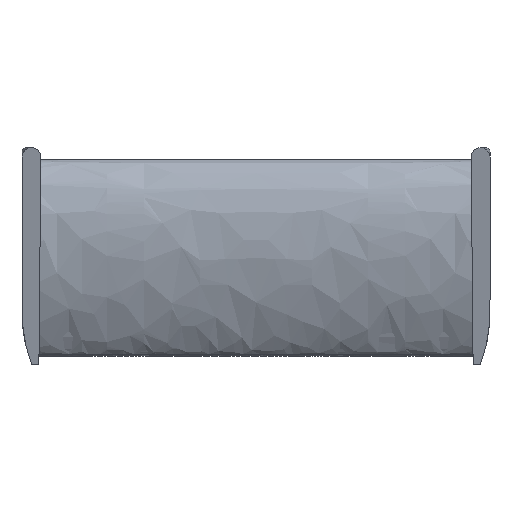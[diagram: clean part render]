
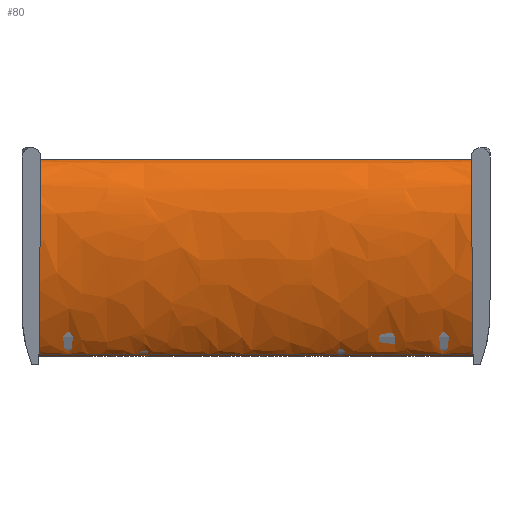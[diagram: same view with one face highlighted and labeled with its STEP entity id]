
A CAD part, front view. The second image highlights one B-rep face of the part: STEP entity #80.
In plain terms, the highlighted free-form (B-spline) face has degree [3, 1] with [17, 2] control points.
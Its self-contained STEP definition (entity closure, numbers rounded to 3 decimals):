
#14 = CARTESIAN_POINT ( 'NONE',  ( 455.2, 235.194, -310.483 ) ) ;
#16 = CARTESIAN_POINT ( 'NONE',  ( 455.2, 245.548, -316.717 ) ) ;
#49 = CARTESIAN_POINT ( 'NONE',  ( 455.2, 209.821, 83.489 ) ) ;
#75 = CARTESIAN_POINT ( 'NONE',  ( -455.2, 209.821, 83.489 ) ) ;
#80 = ADVANCED_FACE ( 'NONE', ( #1241 ), #121, .F. ) ;
#90 = B_SPLINE_CURVE_WITH_KNOTS ( 'NONE', 3,
 ( #1038, #1329, #1323, #1040, #1314, #1315, #1316, #1332, #1334, #1041, #1044, #1045, #1047, #1049, #1050, #1053, #1054 ),
 .UNSPECIFIED., .F., .F.,
 ( 4, 1, 1, 1, 1, 1, 1, 1, 1, 1, 1, 1, 1, 1, 4 ),
 ( 0., 0.001, 0.006, 0.009, 0.029, 0.035, 0.058, 0.064, 0.092, 0.099, 0.129, 0.143, 0.224, 0.241, 0.283 ),
 .UNSPECIFIED. ) ;
#121 = B_SPLINE_SURFACE_WITH_KNOTS ( 'NONE', 3, 1, ( 
 ( #611, #472 ),
 ( #613, #616 ),
 ( #617, #618 ),
 ( #619, #624 ),
 ( #625, #627 ),
 ( #629, #631 ),
 ( #633, #634 ),
 ( #637, #638 ),
 ( #640, #642 ),
 ( #644, #645 ),
 ( #647, #650 ),
 ( #651, #653 ),
 ( #654, #656 ),
 ( #657, #658 ),
 ( #659, #661 ),
 ( #662, #663 ),
 ( #664, #665 ) ),
 .UNSPECIFIED., .F., .F., .F.,
 ( 4, 1, 1, 1, 1, 1, 1, 1, 1, 1, 1, 1, 1, 1, 4 ),
 ( 2, 2 ),
 ( 0.717, 0.759, 0.776, 0.857, 0.871, 0.901, 0.908, 0.936, 0.942, 0.965, 0.971, 0.991, 0.994, 0.999, 1. ),
 ( 0., 1. ),
 .UNSPECIFIED. ) ;
#150 = CARTESIAN_POINT ( 'NONE',  ( 455.2, 156.762, 23.406 ) ) ;
#169 = CARTESIAN_POINT ( 'NONE',  ( -455.2, 239.349, -311.594 ) ) ;
#171 = CARTESIAN_POINT ( 'NONE',  ( 455.2, 209.821, 83.489 ) ) ;
#172 = CARTESIAN_POINT ( 'NONE',  ( 455.2, 171.765, 56.374 ) ) ;
#174 = CARTESIAN_POINT ( 'NONE',  ( 455.2, 205.152, 83.095 ) ) ;
#175 = CARTESIAN_POINT ( 'NONE',  ( 455.2, 227.489, -302.989 ) ) ;
#209 = CARTESIAN_POINT ( 'NONE',  ( 455.2, 150.435, -33.918 ) ) ;
#210 = CARTESIAN_POINT ( 'NONE',  ( 455.2, 195.871, 79.131 ) ) ;
#220 = CARTESIAN_POINT ( 'NONE',  ( 455.2, 182.855, -213.1 ) ) ;
#222 = CARTESIAN_POINT ( 'NONE',  ( 455.2, 240.183, -312.311 ) ) ;
#241 = CARTESIAN_POINT ( 'NONE',  ( 455.2, 197.929, -252.921 ) ) ;
#244 = CARTESIAN_POINT ( 'NONE',  ( 455.2, 239.349, -311.594 ) ) ;
#254 = CARTESIAN_POINT ( 'NONE',  ( 455.2, 239.433, -311.667 ) ) ;
#257 = CARTESIAN_POINT ( 'NONE',  ( 455.2, 172.416, -182.023 ) ) ;
#259 = CARTESIAN_POINT ( 'NONE',  ( 455.2, 162.577, -149.242 ) ) ;
#260 = CARTESIAN_POINT ( 'NONE',  ( 455.2, 150.155, -76.66 ) ) ;
#472 = CARTESIAN_POINT ( 'NONE',  ( -455.2, 209.821, 83.489 ) ) ;
#611 = CARTESIAN_POINT ( 'NONE',  ( 455.2, 209.821, 83.489 ) ) ;
#613 = CARTESIAN_POINT ( 'NONE',  ( 455.2, 205.152, 83.095 ) ) ;
#616 = CARTESIAN_POINT ( 'NONE',  ( -455.2, 205.152, 83.095 ) ) ;
#617 = CARTESIAN_POINT ( 'NONE',  ( 455.2, 195.871, 79.131 ) ) ;
#618 = CARTESIAN_POINT ( 'NONE',  ( -455.2, 195.871, 79.131 ) ) ;
#619 = CARTESIAN_POINT ( 'NONE',  ( 455.2, 171.765, 56.374 ) ) ;
#624 = CARTESIAN_POINT ( 'NONE',  ( -455.2, 171.765, 56.374 ) ) ;
#625 = CARTESIAN_POINT ( 'NONE',  ( 455.2, 156.762, 23.406 ) ) ;
#627 = CARTESIAN_POINT ( 'NONE',  ( -455.2, 156.762, 23.406 ) ) ;
#629 = CARTESIAN_POINT ( 'NONE',  ( 455.2, 150.435, -33.918 ) ) ;
#631 = CARTESIAN_POINT ( 'NONE',  ( -455.2, 150.435, -33.918 ) ) ;
#633 = CARTESIAN_POINT ( 'NONE',  ( 455.2, 150.155, -76.66 ) ) ;
#634 = CARTESIAN_POINT ( 'NONE',  ( -455.2, 150.155, -76.66 ) ) ;
#637 = CARTESIAN_POINT ( 'NONE',  ( 455.2, 162.577, -149.242 ) ) ;
#638 = CARTESIAN_POINT ( 'NONE',  ( -455.2, 162.577, -149.242 ) ) ;
#640 = CARTESIAN_POINT ( 'NONE',  ( 455.2, 172.416, -182.023 ) ) ;
#642 = CARTESIAN_POINT ( 'NONE',  ( -455.2, 172.416, -182.023 ) ) ;
#644 = CARTESIAN_POINT ( 'NONE',  ( 455.2, 182.855, -213.1 ) ) ;
#645 = CARTESIAN_POINT ( 'NONE',  ( -455.2, 182.855, -213.1 ) ) ;
#647 = CARTESIAN_POINT ( 'NONE',  ( 455.2, 197.929, -252.921 ) ) ;
#650 = CARTESIAN_POINT ( 'NONE',  ( -455.2, 197.929, -252.921 ) ) ;
#651 = CARTESIAN_POINT ( 'NONE',  ( 455.2, 227.489, -302.989 ) ) ;
#653 = CARTESIAN_POINT ( 'NONE',  ( -455.2, 227.489, -302.989 ) ) ;
#654 = CARTESIAN_POINT ( 'NONE',  ( 455.2, 235.194, -310.483 ) ) ;
#656 = CARTESIAN_POINT ( 'NONE',  ( -455.2, 235.194, -310.483 ) ) ;
#657 = CARTESIAN_POINT ( 'NONE',  ( 455.2, 245.548, -316.717 ) ) ;
#658 = CARTESIAN_POINT ( 'NONE',  ( -455.2, 245.548, -316.717 ) ) ;
#659 = CARTESIAN_POINT ( 'NONE',  ( 455.2, 240.183, -312.311 ) ) ;
#661 = CARTESIAN_POINT ( 'NONE',  ( -455.2, 240.183, -312.311 ) ) ;
#662 = CARTESIAN_POINT ( 'NONE',  ( 455.2, 239.433, -311.667 ) ) ;
#663 = CARTESIAN_POINT ( 'NONE',  ( -455.2, 239.433, -311.667 ) ) ;
#664 = CARTESIAN_POINT ( 'NONE',  ( 455.2, 239.349, -311.594 ) ) ;
#665 = CARTESIAN_POINT ( 'NONE',  ( -455.2, 239.349, -311.594 ) ) ;
#769 = CARTESIAN_POINT ( 'NONE',  ( 864.896, 209.821, 83.489 ) ) ;
#814 = EDGE_CURVE ( 'NONE', #1472, #1345, #1214, .T. ) ;
#822 = EDGE_CURVE ( 'NONE', #986, #1345, #90, .T. ) ;
#859 = EDGE_CURVE ( 'NONE', #929, #986, #917, .T. ) ;
#898 = CARTESIAN_POINT ( 'NONE',  ( 455.2, 239.349, -311.594 ) ) ;
#917 = LINE ( 'NONE', #1235, #1197 ) ;
#929 = VERTEX_POINT ( 'NONE', #898 ) ;
#986 = VERTEX_POINT ( 'NONE', #169 ) ;
#988 = B_SPLINE_CURVE_WITH_KNOTS ( 'NONE', 3,
 ( #244, #254, #222, #16, #14, #175, #241, #220, #257, #259, #260, #209, #150, #172, #210, #174, #171 ),
 .UNSPECIFIED., .F., .F.,
 ( 4, 1, 1, 1, 1, 1, 1, 1, 1, 1, 1, 1, 1, 1, 4 ),
 ( 0., 0.001, 0.006, 0.009, 0.029, 0.035, 0.058, 0.064, 0.092, 0.099, 0.129, 0.143, 0.224, 0.241, 0.283 ),
 .UNSPECIFIED. ) ;
#1038 = CARTESIAN_POINT ( 'NONE',  ( -455.2, 239.349, -311.594 ) ) ;
#1040 = CARTESIAN_POINT ( 'NONE',  ( -455.2, 245.548, -316.717 ) ) ;
#1041 = CARTESIAN_POINT ( 'NONE',  ( -455.2, 162.577, -149.242 ) ) ;
#1044 = CARTESIAN_POINT ( 'NONE',  ( -455.2, 150.155, -76.66 ) ) ;
#1045 = CARTESIAN_POINT ( 'NONE',  ( -455.2, 150.435, -33.918 ) ) ;
#1047 = CARTESIAN_POINT ( 'NONE',  ( -455.2, 156.762, 23.406 ) ) ;
#1049 = CARTESIAN_POINT ( 'NONE',  ( -455.2, 171.765, 56.374 ) ) ;
#1050 = CARTESIAN_POINT ( 'NONE',  ( -455.2, 195.871, 79.131 ) ) ;
#1053 = CARTESIAN_POINT ( 'NONE',  ( -455.2, 205.152, 83.095 ) ) ;
#1054 = CARTESIAN_POINT ( 'NONE',  ( -455.2, 209.821, 83.489 ) ) ;
#1085 = EDGE_CURVE ( 'NONE', #929, #1472, #988, .T. ) ;
#1111 = ORIENTED_EDGE ( 'NONE', *, *, #1085, .T. ) ;
#1135 = ORIENTED_EDGE ( 'NONE', *, *, #859, .F. ) ;
#1145 = ORIENTED_EDGE ( 'NONE', *, *, #814, .T. ) ;
#1147 = ORIENTED_EDGE ( 'NONE', *, *, #822, .F. ) ;
#1197 = VECTOR ( 'NONE', #1240, 1000. ) ;
#1214 = LINE ( 'NONE', #769, #1222 ) ;
#1222 = VECTOR ( 'NONE', #1325, 1000. ) ;
#1235 = CARTESIAN_POINT ( 'NONE',  ( 864.896, 239.349, -311.594 ) ) ;
#1240 = DIRECTION ( 'NONE',  ( -1., 0., 0. ) ) ;
#1241 = FACE_OUTER_BOUND ( 'NONE', #1427, .T. ) ;
#1314 = CARTESIAN_POINT ( 'NONE',  ( -455.2, 235.194, -310.483 ) ) ;
#1315 = CARTESIAN_POINT ( 'NONE',  ( -455.2, 227.489, -302.989 ) ) ;
#1316 = CARTESIAN_POINT ( 'NONE',  ( -455.2, 197.929, -252.921 ) ) ;
#1323 = CARTESIAN_POINT ( 'NONE',  ( -455.2, 240.183, -312.311 ) ) ;
#1325 = DIRECTION ( 'NONE',  ( -1., 0., 0. ) ) ;
#1329 = CARTESIAN_POINT ( 'NONE',  ( -455.2, 239.433, -311.667 ) ) ;
#1332 = CARTESIAN_POINT ( 'NONE',  ( -455.2, 182.855, -213.1 ) ) ;
#1334 = CARTESIAN_POINT ( 'NONE',  ( -455.2, 172.416, -182.023 ) ) ;
#1345 = VERTEX_POINT ( 'NONE', #75 ) ;
#1427 = EDGE_LOOP ( 'NONE', ( #1135, #1111, #1145, #1147 ) ) ;
#1472 = VERTEX_POINT ( 'NONE', #49 ) ;
